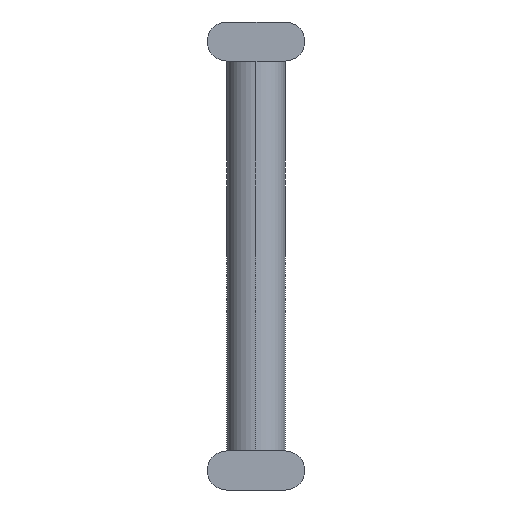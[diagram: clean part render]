
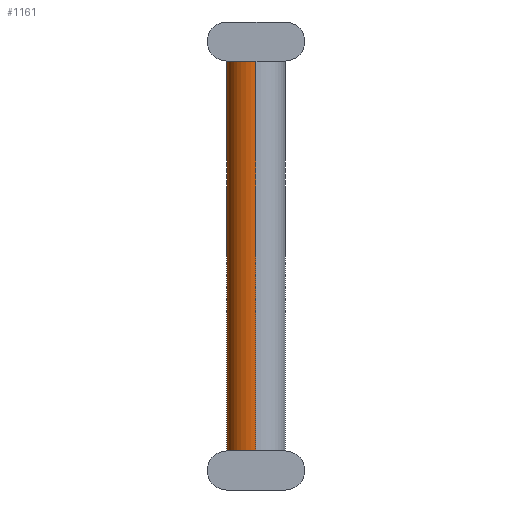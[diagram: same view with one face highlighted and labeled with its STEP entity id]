
A CAD part, left-side view. The second image highlights one B-rep face of the part: STEP entity #1161.
In plain terms, the highlighted cylindrical face has radius 15 mm (diameter 30 mm), a partial arc.
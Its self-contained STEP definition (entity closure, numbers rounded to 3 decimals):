
#28 = EDGE_CURVE ( 'NONE', #1666, #201, #59, .T. ) ;
#59 = CIRCLE ( 'NONE', #137, 15. ) ;
#73 = CIRCLE ( 'NONE', #1044, 15. ) ;
#137 = AXIS2_PLACEMENT_3D ( 'NONE', #1328, #666, #406 ) ;
#174 = EDGE_CURVE ( 'NONE', #201, #1295, #1509, .T. ) ;
#201 = VERTEX_POINT ( 'NONE', #1212 ) ;
#234 = CARTESIAN_POINT ( 'NONE',  ( 0., 15., 20. ) ) ;
#236 = AXIS2_PLACEMENT_3D ( 'NONE', #1263, #1387, #1640 ) ;
#244 = EDGE_LOOP ( 'NONE', ( #1164, #687, #538, #347, #811, #1283 ) ) ;
#274 = CARTESIAN_POINT ( 'NONE',  ( -15., 0., 20. ) ) ;
#327 = DIRECTION ( 'NONE',  ( 0., 0., -1. ) ) ;
#347 = ORIENTED_EDGE ( 'NONE', *, *, #1053, .T. ) ;
#376 = LINE ( 'NONE', #1076, #609 ) ;
#406 = DIRECTION ( 'NONE',  ( 1., 0., 0. ) ) ;
#460 = FACE_OUTER_BOUND ( 'NONE', #244, .T. ) ;
#464 = VERTEX_POINT ( 'NONE', #1350 ) ;
#474 = CARTESIAN_POINT ( 'NONE',  ( 15., 0., 220. ) ) ;
#492 = VERTEX_POINT ( 'NONE', #274 ) ;
#538 = ORIENTED_EDGE ( 'NONE', *, *, #1499, .T. ) ;
#609 = VECTOR ( 'NONE', #926, 1000. ) ;
#645 = AXIS2_PLACEMENT_3D ( 'NONE', #1594, #1571, #919 ) ;
#666 = DIRECTION ( 'NONE',  ( 0., 0., 1. ) ) ;
#687 = ORIENTED_EDGE ( 'NONE', *, *, #689, .T. ) ;
#689 = EDGE_CURVE ( 'NONE', #1666, #464, #1121, .T. ) ;
#752 = DIRECTION ( 'NONE',  ( 0., 0., -1. ) ) ;
#780 = VERTEX_POINT ( 'NONE', #234 ) ;
#811 = ORIENTED_EDGE ( 'NONE', *, *, #1202, .F. ) ;
#895 = DIRECTION ( 'NONE',  ( 1., 0., 0. ) ) ;
#919 = DIRECTION ( 'NONE',  ( 1., 0., 0. ) ) ;
#926 = DIRECTION ( 'NONE',  ( 0., 0., -1. ) ) ;
#991 = CYLINDRICAL_SURFACE ( 'NONE', #1186, 15. ) ;
#1000 = DIRECTION ( 'NONE',  ( 0., 0., 1. ) ) ;
#1044 = AXIS2_PLACEMENT_3D ( 'NONE', #1401, #1000, #895 ) ;
#1053 = EDGE_CURVE ( 'NONE', #780, #492, #1218, .T. ) ;
#1076 = CARTESIAN_POINT ( 'NONE',  ( -15., 0., 220. ) ) ;
#1121 = LINE ( 'NONE', #474, #1360 ) ;
#1161 = ADVANCED_FACE ( 'NONE', ( #460 ), #991, .T. ) ;
#1164 = ORIENTED_EDGE ( 'NONE', *, *, #28, .F. ) ;
#1181 = CARTESIAN_POINT ( 'NONE',  ( 15., 0., 220. ) ) ;
#1186 = AXIS2_PLACEMENT_3D ( 'NONE', #1520, #327, #1462 ) ;
#1202 = EDGE_CURVE ( 'NONE', #1295, #492, #376, .T. ) ;
#1212 = CARTESIAN_POINT ( 'NONE',  ( 0., 15., 220. ) ) ;
#1218 = CIRCLE ( 'NONE', #236, 15. ) ;
#1263 = CARTESIAN_POINT ( 'NONE',  ( 0., 0., 20. ) ) ;
#1283 = ORIENTED_EDGE ( 'NONE', *, *, #174, .F. ) ;
#1295 = VERTEX_POINT ( 'NONE', #1318 ) ;
#1318 = CARTESIAN_POINT ( 'NONE',  ( -15., 0., 220. ) ) ;
#1328 = CARTESIAN_POINT ( 'NONE',  ( 0., 0., 220. ) ) ;
#1350 = CARTESIAN_POINT ( 'NONE',  ( 15., 0., 20. ) ) ;
#1360 = VECTOR ( 'NONE', #752, 1000. ) ;
#1387 = DIRECTION ( 'NONE',  ( 0., 0., 1. ) ) ;
#1401 = CARTESIAN_POINT ( 'NONE',  ( 0., 0., 20. ) ) ;
#1462 = DIRECTION ( 'NONE',  ( -1., 0., 0. ) ) ;
#1499 = EDGE_CURVE ( 'NONE', #464, #780, #73, .T. ) ;
#1509 = CIRCLE ( 'NONE', #645, 15. ) ;
#1520 = CARTESIAN_POINT ( 'NONE',  ( 0., 0., 220. ) ) ;
#1571 = DIRECTION ( 'NONE',  ( 0., 0., 1. ) ) ;
#1594 = CARTESIAN_POINT ( 'NONE',  ( 0., 0., 220. ) ) ;
#1640 = DIRECTION ( 'NONE',  ( 1., 0., 0. ) ) ;
#1666 = VERTEX_POINT ( 'NONE', #1181 ) ;
